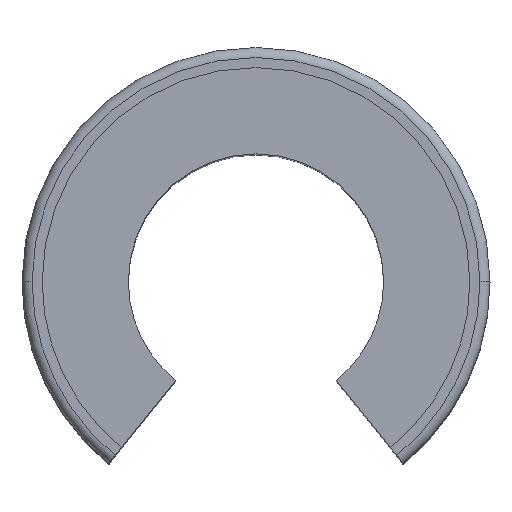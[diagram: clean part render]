
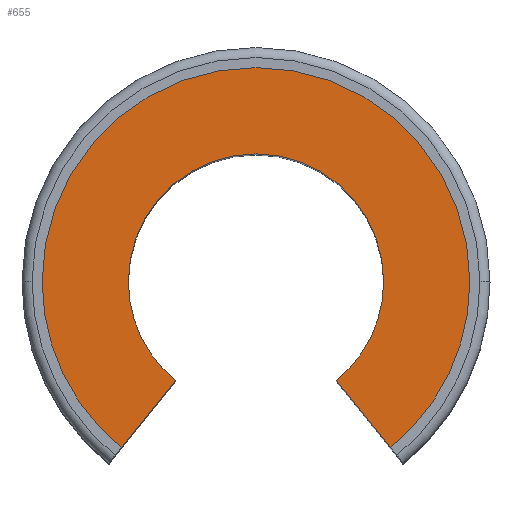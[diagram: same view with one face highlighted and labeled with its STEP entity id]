
A CAD part, top view. The second image highlights one B-rep face of the part: STEP entity #655.
In plain terms, the highlighted planar face has unit normal (0, 0, 1).
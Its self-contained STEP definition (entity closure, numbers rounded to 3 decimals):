
#19 = EDGE_CURVE ( 'NONE', #430, #431, #725, .T. ) ;
#31 = EDGE_CURVE ( 'NONE', #379, #380, #746, .T. ) ;
#58 = EDGE_CURVE ( 'NONE', #408, #409, #781, .T. ) ;
#61 = EDGE_CURVE ( 'NONE', #430, #411, #787, .T. ) ;
#133 = EDGE_LOOP ( 'NONE', ( #199, #200, #201, #202, #203, #204, #205, #206 ) ) ;
#199 = ORIENTED_EDGE ( 'NONE', *, *, #61, .F. ) ;
#200 = ORIENTED_EDGE ( 'NONE', *, *, #19, .T. ) ;
#201 = ORIENTED_EDGE ( 'NONE', *, *, #364, .T. ) ;
#202 = ORIENTED_EDGE ( 'NONE', *, *, #318, .T. ) ;
#203 = ORIENTED_EDGE ( 'NONE', *, *, #31, .T. ) ;
#204 = ORIENTED_EDGE ( 'NONE', *, *, #324, .T. ) ;
#205 = ORIENTED_EDGE ( 'NONE', *, *, #58, .F. ) ;
#206 = ORIENTED_EDGE ( 'NONE', *, *, #301, .F. ) ;
#301 = EDGE_CURVE ( 'NONE', #411, #408, #801, .T. ) ;
#318 = EDGE_CURVE ( 'NONE', #386, #379, #824, .T. ) ;
#324 = EDGE_CURVE ( 'NONE', #380, #409, #825, .T. ) ;
#364 = EDGE_CURVE ( 'NONE', #431, #386, #845, .T. ) ;
#379 = VERTEX_POINT ( 'NONE', #1259 ) ;
#380 = VERTEX_POINT ( 'NONE', #1260 ) ;
#386 = VERTEX_POINT ( 'NONE', #1266 ) ;
#408 = VERTEX_POINT ( 'NONE', #1288 ) ;
#409 = VERTEX_POINT ( 'NONE', #1289 ) ;
#411 = VERTEX_POINT ( 'NONE', #1291 ) ;
#430 = VERTEX_POINT ( 'NONE', #1310 ) ;
#431 = VERTEX_POINT ( 'NONE', #1311 ) ;
#482 = AXIS2_PLACEMENT_3D ( 'NONE', #1066, #1068, #1069 ) ;
#496 = AXIS2_PLACEMENT_3D ( 'NONE', #1128, #1135, #1136 ) ;
#500 = AXIS2_PLACEMENT_3D ( 'NONE', #1137, #1144, #1145 ) ;
#505 = AXIS2_PLACEMENT_3D ( 'NONE', #1161, #1170, #1171 ) ;
#513 = AXIS2_PLACEMENT_3D ( 'NONE', #1200, #1211, #1212 ) ;
#520 = AXIS2_PLACEMENT_3D ( 'NONE', #1244, #1245, #1246 ) ;
#590 = AXIS2_PLACEMENT_3D ( 'NONE', #1493, #1503, #1504 ) ;
#655 = ADVANCED_FACE ( 'NONE', ( #951 ), #1494, .F. ) ;
#704 = VECTOR ( 'NONE', #1038, 1000. ) ;
#725 = LINE ( 'NONE', #1031, #704 ) ;
#746 = CIRCLE ( 'NONE', #482, 10.054 ) ;
#781 = CIRCLE ( 'NONE', #496, 6. ) ;
#787 = CIRCLE ( 'NONE', #500, 6. ) ;
#801 = CIRCLE ( 'NONE', #505, 6. ) ;
#824 = CIRCLE ( 'NONE', #513, 10.054 ) ;
#825 = LINE ( 'NONE', #1227, #831 ) ;
#831 = VECTOR ( 'NONE', #1228, 1000. ) ;
#845 = CIRCLE ( 'NONE', #520, 10.054 ) ;
#951 = FACE_OUTER_BOUND ( 'NONE', #133, .T. ) ;
#1031 = CARTESIAN_POINT ( 'NONE',  ( -2.934, 3.624, 15.645 ) ) ;
#1038 = DIRECTION ( 'NONE',  ( 0.629, -0.777, 0. ) ) ;
#1066 = CARTESIAN_POINT ( 'NONE',  ( 0., 0., 15.645 ) ) ;
#1068 = DIRECTION ( 'NONE',  ( 0., 0., 1. ) ) ;
#1069 = DIRECTION ( 'NONE',  ( 1., 0., 0. ) ) ;
#1128 = CARTESIAN_POINT ( 'NONE',  ( 0., 0., 15.645 ) ) ;
#1135 = DIRECTION ( 'NONE',  ( 0., 0., 1. ) ) ;
#1136 = DIRECTION ( 'NONE',  ( 1., 0., 0. ) ) ;
#1137 = CARTESIAN_POINT ( 'NONE',  ( 0., 0., 15.645 ) ) ;
#1144 = DIRECTION ( 'NONE',  ( 0., 0., 1. ) ) ;
#1145 = DIRECTION ( 'NONE',  ( 1., 0., 0. ) ) ;
#1161 = CARTESIAN_POINT ( 'NONE',  ( 0., 0., 15.645 ) ) ;
#1170 = DIRECTION ( 'NONE',  ( 0., 0., 1. ) ) ;
#1171 = DIRECTION ( 'NONE',  ( 1., 0., 0. ) ) ;
#1200 = CARTESIAN_POINT ( 'NONE',  ( 0., 0., 15.645 ) ) ;
#1211 = DIRECTION ( 'NONE',  ( 0., 0., 1. ) ) ;
#1212 = DIRECTION ( 'NONE',  ( 1., 0., 0. ) ) ;
#1227 = CARTESIAN_POINT ( 'NONE',  ( 2.934, 3.624, 15.645 ) ) ;
#1228 = DIRECTION ( 'NONE',  ( 0.629, 0.777, 0. ) ) ;
#1244 = CARTESIAN_POINT ( 'NONE',  ( 0., 0., 15.645 ) ) ;
#1245 = DIRECTION ( 'NONE',  ( 0., 0., 1. ) ) ;
#1246 = DIRECTION ( 'NONE',  ( 1., 0., 0. ) ) ;
#1259 = CARTESIAN_POINT ( 'NONE',  ( -10.054, 0., 15.645 ) ) ;
#1260 = CARTESIAN_POINT ( 'NONE',  ( -6.327, -7.813, 15.645 ) ) ;
#1266 = CARTESIAN_POINT ( 'NONE',  ( 10.054, 0., 15.645 ) ) ;
#1288 = CARTESIAN_POINT ( 'NONE',  ( -6., 0., 15.645 ) ) ;
#1289 = CARTESIAN_POINT ( 'NONE',  ( -3.776, -4.663, 15.645 ) ) ;
#1291 = CARTESIAN_POINT ( 'NONE',  ( 6., 0., 15.645 ) ) ;
#1310 = CARTESIAN_POINT ( 'NONE',  ( 3.776, -4.663, 15.645 ) ) ;
#1311 = CARTESIAN_POINT ( 'NONE',  ( 6.327, -7.813, 15.645 ) ) ;
#1493 = CARTESIAN_POINT ( 'NONE',  ( 0., 6., 15.645 ) ) ;
#1494 = PLANE ( 'NONE',  #590 ) ;
#1503 = DIRECTION ( 'NONE',  ( 0., 0., -1. ) ) ;
#1504 = DIRECTION ( 'NONE',  ( -1., 0., 0. ) ) ;
